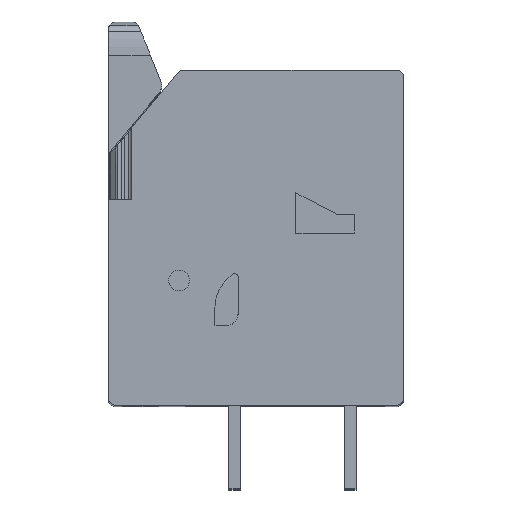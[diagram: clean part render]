
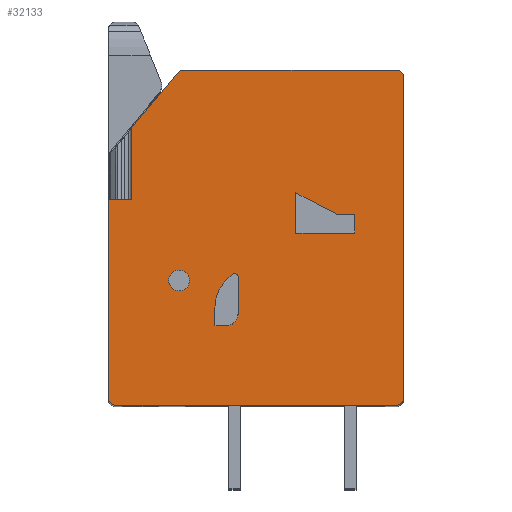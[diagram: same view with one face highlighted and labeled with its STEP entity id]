
A CAD part, top view. The second image highlights one B-rep face of the part: STEP entity #32133.
In plain terms, the highlighted planar face has unit normal (0, 0, 1).
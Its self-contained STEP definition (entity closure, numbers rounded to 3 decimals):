
#764=LINE('',#42706,#3276);
#765=LINE('',#42709,#3277);
#766=LINE('',#42711,#3278);
#767=LINE('',#42713,#3279);
#768=LINE('',#42715,#3280);
#769=LINE('',#42717,#3281);
#770=LINE('',#42719,#3282);
#771=LINE('',#42723,#3283);
#772=LINE('',#42727,#3284);
#773=LINE('',#42731,#3285);
#774=LINE('',#42735,#3286);
#775=LINE('',#42736,#3287);
#776=LINE('',#42739,#3288);
#777=LINE('',#42741,#3289);
#778=LINE('',#42743,#3290);
#779=LINE('',#42745,#3291);
#780=LINE('',#42746,#3292);
#781=LINE('',#42751,#3293);
#782=LINE('',#42755,#3294);
#783=LINE('',#42759,#3295);
#3276=VECTOR('',#35678,1000.);
#3277=VECTOR('',#35679,1000.);
#3278=VECTOR('',#35680,1000.);
#3279=VECTOR('',#35681,1000.);
#3280=VECTOR('',#35682,1000.);
#3281=VECTOR('',#35683,1000.);
#3282=VECTOR('',#35684,1000.);
#3283=VECTOR('',#35687,1000.);
#3284=VECTOR('',#35690,1000.);
#3285=VECTOR('',#35693,1000.);
#3286=VECTOR('',#35696,1000.);
#3287=VECTOR('',#35697,1000.);
#3288=VECTOR('',#35698,1000.);
#3289=VECTOR('',#35699,1000.);
#3290=VECTOR('',#35700,1000.);
#3291=VECTOR('',#35701,1000.);
#3292=VECTOR('',#35702,1000.);
#3293=VECTOR('',#35705,1000.);
#3294=VECTOR('',#35708,1000.);
#3295=VECTOR('',#35711,1000.);
#5788=ORIENTED_EDGE('',*,*,#12938,.F.);
#5789=ORIENTED_EDGE('',*,*,#12939,.F.);
#5790=ORIENTED_EDGE('',*,*,#12940,.T.);
#5791=ORIENTED_EDGE('',*,*,#12941,.T.);
#5792=ORIENTED_EDGE('',*,*,#12942,.T.);
#5793=ORIENTED_EDGE('',*,*,#12943,.F.);
#5794=ORIENTED_EDGE('',*,*,#12944,.T.);
#5795=ORIENTED_EDGE('',*,*,#12945,.T.);
#5796=ORIENTED_EDGE('',*,*,#12946,.T.);
#5797=ORIENTED_EDGE('',*,*,#12947,.T.);
#5798=ORIENTED_EDGE('',*,*,#12948,.T.);
#5799=ORIENTED_EDGE('',*,*,#12949,.T.);
#5800=ORIENTED_EDGE('',*,*,#12950,.T.);
#5801=ORIENTED_EDGE('',*,*,#12951,.T.);
#5802=ORIENTED_EDGE('',*,*,#12952,.T.);
#5803=ORIENTED_EDGE('',*,*,#12953,.T.);
#5804=ORIENTED_EDGE('',*,*,#12954,.F.);
#5805=ORIENTED_EDGE('',*,*,#12955,.F.);
#5806=ORIENTED_EDGE('',*,*,#12956,.F.);
#5807=ORIENTED_EDGE('',*,*,#12957,.F.);
#5808=ORIENTED_EDGE('',*,*,#12958,.F.);
#5809=ORIENTED_EDGE('',*,*,#12959,.F.);
#5810=ORIENTED_EDGE('',*,*,#12960,.F.);
#5811=ORIENTED_EDGE('',*,*,#12961,.F.);
#5812=ORIENTED_EDGE('',*,*,#12962,.F.);
#5813=ORIENTED_EDGE('',*,*,#12963,.F.);
#5814=ORIENTED_EDGE('',*,*,#12964,.F.);
#5815=ORIENTED_EDGE('',*,*,#12965,.F.);
#12938=EDGE_CURVE('',#16513,#16513,#18893,.T.);
#12939=EDGE_CURVE('',#16514,#16515,#764,.T.);
#12940=EDGE_CURVE('',#16514,#16516,#765,.T.);
#12941=EDGE_CURVE('',#16516,#16517,#766,.T.);
#12942=EDGE_CURVE('',#16517,#16518,#767,.T.);
#12943=EDGE_CURVE('',#16519,#16518,#768,.T.);
#12944=EDGE_CURVE('',#16519,#16520,#769,.T.);
#12945=EDGE_CURVE('',#16520,#16521,#770,.T.);
#12946=EDGE_CURVE('',#16521,#16522,#18894,.T.);
#12947=EDGE_CURVE('',#16522,#16523,#771,.T.);
#12948=EDGE_CURVE('',#16523,#16524,#18895,.T.);
#12949=EDGE_CURVE('',#16524,#16525,#772,.T.);
#12950=EDGE_CURVE('',#16525,#16526,#18896,.T.);
#12951=EDGE_CURVE('',#16526,#16527,#773,.T.);
#12952=EDGE_CURVE('',#16527,#16528,#18897,.T.);
#12953=EDGE_CURVE('',#16528,#16515,#774,.T.);
#12954=EDGE_CURVE('',#16529,#16530,#775,.T.);
#12955=EDGE_CURVE('',#16531,#16529,#776,.T.);
#12956=EDGE_CURVE('',#16532,#16531,#777,.T.);
#12957=EDGE_CURVE('',#16533,#16532,#778,.T.);
#12958=EDGE_CURVE('',#16530,#16533,#779,.T.);
#12959=EDGE_CURVE('',#16534,#16535,#780,.T.);
#12960=EDGE_CURVE('',#16536,#16534,#18898,.T.);
#12961=EDGE_CURVE('',#16537,#16536,#781,.T.);
#12962=EDGE_CURVE('',#16538,#16537,#18899,.T.);
#12963=EDGE_CURVE('',#16539,#16538,#782,.T.);
#12964=EDGE_CURVE('',#16540,#16539,#18900,.T.);
#12965=EDGE_CURVE('',#16535,#16540,#783,.T.);
#16513=VERTEX_POINT('',#42705);
#16514=VERTEX_POINT('',#42707);
#16515=VERTEX_POINT('',#42708);
#16516=VERTEX_POINT('',#42710);
#16517=VERTEX_POINT('',#42712);
#16518=VERTEX_POINT('',#42714);
#16519=VERTEX_POINT('',#42716);
#16520=VERTEX_POINT('',#42718);
#16521=VERTEX_POINT('',#42720);
#16522=VERTEX_POINT('',#42722);
#16523=VERTEX_POINT('',#42724);
#16524=VERTEX_POINT('',#42726);
#16525=VERTEX_POINT('',#42728);
#16526=VERTEX_POINT('',#42730);
#16527=VERTEX_POINT('',#42732);
#16528=VERTEX_POINT('',#42734);
#16529=VERTEX_POINT('',#42737);
#16530=VERTEX_POINT('',#42738);
#16531=VERTEX_POINT('',#42740);
#16532=VERTEX_POINT('',#42742);
#16533=VERTEX_POINT('',#42744);
#16534=VERTEX_POINT('',#42747);
#16535=VERTEX_POINT('',#42748);
#16536=VERTEX_POINT('',#42750);
#16537=VERTEX_POINT('',#42752);
#16538=VERTEX_POINT('',#42754);
#16539=VERTEX_POINT('',#42756);
#16540=VERTEX_POINT('',#42758);
#18893=CIRCLE('',#33415,0.45);
#18894=CIRCLE('',#33416,0.3);
#18895=CIRCLE('',#33417,0.3);
#18896=CIRCLE('',#33418,0.3);
#18897=CIRCLE('',#33419,0.3);
#18898=CIRCLE('',#33420,1.6);
#18899=CIRCLE('',#33421,0.15);
#18900=CIRCLE('',#33422,0.5);
#19731=EDGE_LOOP('',(#5788));
#19732=EDGE_LOOP('',(#5789,#5790,#5791,#5792,#5793,#5794,#5795,#5796,#5797,
#5798,#5799,#5800,#5801,#5802,#5803));
#19733=EDGE_LOOP('',(#5804,#5805,#5806,#5807,#5808));
#19734=EDGE_LOOP('',(#5809,#5810,#5811,#5812,#5813,#5814,#5815));
#21086=FACE_BOUND('',#19731,.T.);
#21087=FACE_BOUND('',#19732,.T.);
#21088=FACE_BOUND('',#19733,.T.);
#21089=FACE_BOUND('',#19734,.T.);
#22441=PLANE('',#33414);
#32133=ADVANCED_FACE('',(#21086,#21087,#21088,#21089),#22441,.T.);
#33414=AXIS2_PLACEMENT_3D('',#42703,#35674,#35675);
#33415=AXIS2_PLACEMENT_3D('',#42704,#35676,#35677);
#33416=AXIS2_PLACEMENT_3D('',#42721,#35685,#35686);
#33417=AXIS2_PLACEMENT_3D('',#42725,#35688,#35689);
#33418=AXIS2_PLACEMENT_3D('',#42729,#35691,#35692);
#33419=AXIS2_PLACEMENT_3D('',#42733,#35694,#35695);
#33420=AXIS2_PLACEMENT_3D('',#42749,#35703,#35704);
#33421=AXIS2_PLACEMENT_3D('',#42753,#35706,#35707);
#33422=AXIS2_PLACEMENT_3D('',#42757,#35709,#35710);
#35674=DIRECTION('',(0.,0.,1.));
#35675=DIRECTION('',(1.,0.,0.));
#35676=DIRECTION('',(0.,0.,1.));
#35677=DIRECTION('',(1.,0.,0.));
#35678=DIRECTION('',(0.,1.,0.));
#35679=DIRECTION('',(-1.,0.,0.));
#35680=DIRECTION('',(0.,1.,0.));
#35681=DIRECTION('',(-0.643,-0.766,0.));
#35682=DIRECTION('',(0.,1.,0.));
#35683=DIRECTION('',(-1.,0.,0.));
#35684=DIRECTION('',(0.,-1.,0.));
#35685=DIRECTION('',(0.,0.,1.));
#35686=DIRECTION('',(1.,0.,0.));
#35687=DIRECTION('',(1.,0.,0.));
#35688=DIRECTION('',(0.,0.,1.));
#35689=DIRECTION('',(1.,0.,0.));
#35690=DIRECTION('',(0.,1.,0.));
#35691=DIRECTION('',(0.,0.,1.));
#35692=DIRECTION('',(1.,0.,0.));
#35693=DIRECTION('',(-1.,0.,0.));
#35694=DIRECTION('',(0.,0.,1.));
#35695=DIRECTION('',(1.,0.,0.));
#35696=DIRECTION('',(-0.643,-0.766,0.));
#35697=DIRECTION('',(0.,-1.,0.));
#35698=DIRECTION('',(-0.888,0.461,0.));
#35699=DIRECTION('',(-1.,0.,0.));
#35700=DIRECTION('',(0.,1.,0.));
#35701=DIRECTION('',(1.,0.,0.));
#35702=DIRECTION('',(0.,-1.,0.));
#35703=DIRECTION('',(0.,0.,1.));
#35704=DIRECTION('',(1.,0.,0.));
#35705=DIRECTION('',(-0.707,-0.707,0.));
#35706=DIRECTION('',(0.,0.,1.));
#35707=DIRECTION('',(1.,0.,0.));
#35708=DIRECTION('',(0.,1.,0.));
#35709=DIRECTION('',(0.,0.,1.));
#35710=DIRECTION('',(1.,0.,0.));
#35711=DIRECTION('',(1.,0.,0.));
#42703=CARTESIAN_POINT('',(-10.15,0.3,35.));
#42704=CARTESIAN_POINT('',(-7.4,5.4,35.));
#42705=CARTESIAN_POINT('',(-6.95,5.4,35.));
#42706=CARTESIAN_POINT('',(-9.45,0.3,35.));
#42707=CARTESIAN_POINT('',(-9.45,8.9,35.));
#42708=CARTESIAN_POINT('',(-9.45,11.997,35.));
#42709=CARTESIAN_POINT('',(-10.15,8.9,35.));
#42710=CARTESIAN_POINT('',(-10.043,8.9,35.));
#42711=CARTESIAN_POINT('',(-10.043,8.9,35.));
#42712=CARTESIAN_POINT('',(-10.043,11.291,35.));
#42713=CARTESIAN_POINT('',(-7.44,14.393,35.));
#42714=CARTESIAN_POINT('',(-10.046,11.287,35.));
#42715=CARTESIAN_POINT('',(-10.046,8.9,35.));
#42716=CARTESIAN_POINT('',(-10.046,8.9,35.));
#42717=CARTESIAN_POINT('',(-10.15,8.9,35.));
#42718=CARTESIAN_POINT('',(-10.45,8.9,35.));
#42719=CARTESIAN_POINT('',(-10.45,10.806,35.));
#42720=CARTESIAN_POINT('',(-10.45,0.3,35.));
#42721=CARTESIAN_POINT('',(-10.15,0.3,35.));
#42722=CARTESIAN_POINT('',(-10.15,0.,35.));
#42723=CARTESIAN_POINT('',(-10.15,0.,35.));
#42724=CARTESIAN_POINT('',(2.,0.,35.));
#42725=CARTESIAN_POINT('',(2.,0.3,35.));
#42726=CARTESIAN_POINT('',(2.3,0.3,35.));
#42727=CARTESIAN_POINT('',(2.3,0.3,35.));
#42728=CARTESIAN_POINT('',(2.3,14.2,35.));
#42729=CARTESIAN_POINT('',(2.,14.2,35.));
#42730=CARTESIAN_POINT('',(2.,14.5,35.));
#42731=CARTESIAN_POINT('',(2.,14.5,35.));
#42732=CARTESIAN_POINT('',(-7.21,14.5,35.));
#42733=CARTESIAN_POINT('',(-7.21,14.2,35.));
#42734=CARTESIAN_POINT('',(-7.44,14.393,35.));
#42735=CARTESIAN_POINT('',(-7.44,14.393,35.));
#42736=CARTESIAN_POINT('',(-2.35,9.184,35.));
#42737=CARTESIAN_POINT('',(-2.35,9.184,35.));
#42738=CARTESIAN_POINT('',(-2.35,7.45,35.));
#42739=CARTESIAN_POINT('',(-0.55,8.25,35.));
#42740=CARTESIAN_POINT('',(-0.55,8.25,35.));
#42741=CARTESIAN_POINT('',(0.2,8.25,35.));
#42742=CARTESIAN_POINT('',(0.2,8.25,35.));
#42743=CARTESIAN_POINT('',(0.2,7.45,35.));
#42744=CARTESIAN_POINT('',(0.2,7.45,35.));
#42745=CARTESIAN_POINT('',(-2.35,7.45,35.));
#42746=CARTESIAN_POINT('',(-5.85,4.249,35.));
#42747=CARTESIAN_POINT('',(-5.85,4.249,35.));
#42748=CARTESIAN_POINT('',(-5.85,3.45,35.));
#42749=CARTESIAN_POINT('',(-4.25,4.249,35.));
#42750=CARTESIAN_POINT('',(-5.381,5.381,35.));
#42751=CARTESIAN_POINT('',(-5.106,5.656,35.));
#42752=CARTESIAN_POINT('',(-5.106,5.656,35.));
#42753=CARTESIAN_POINT('',(-5.,5.55,35.));
#42754=CARTESIAN_POINT('',(-4.85,5.55,35.));
#42755=CARTESIAN_POINT('',(-4.85,3.95,35.));
#42756=CARTESIAN_POINT('',(-4.85,3.95,35.));
#42757=CARTESIAN_POINT('',(-5.35,3.95,35.));
#42758=CARTESIAN_POINT('',(-5.35,3.45,35.));
#42759=CARTESIAN_POINT('',(-5.85,3.45,35.));
